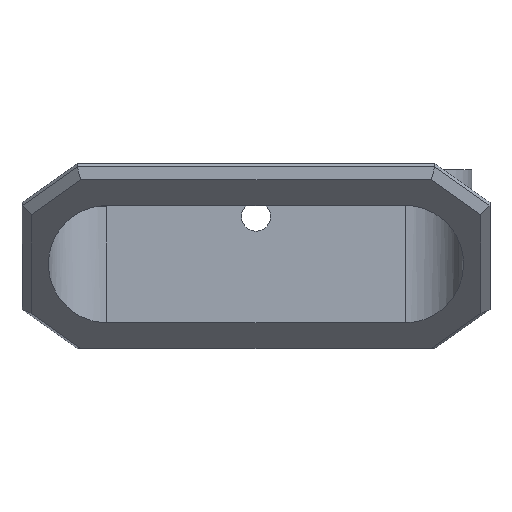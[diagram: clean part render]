
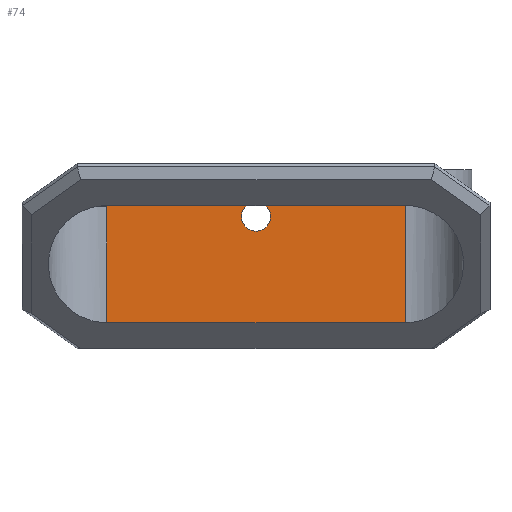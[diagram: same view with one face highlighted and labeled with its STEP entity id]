
A CAD part, front view. The second image highlights one B-rep face of the part: STEP entity #74.
In plain terms, the highlighted planar face has unit normal (0, -1, 0).
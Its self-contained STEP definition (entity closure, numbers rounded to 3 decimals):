
#3 = EDGE_CURVE ( 'NONE', #50, #710, #889, .T. ) ;
#9 = FACE_OUTER_BOUND ( 'NONE', #167, .T. ) ;
#14 = VECTOR ( 'NONE', #480, 1000. ) ;
#16 = DIRECTION ( 'NONE',  ( 0., -1., 0. ) ) ;
#41 = EDGE_LOOP ( 'NONE', ( #925, #305 ) ) ;
#50 = VERTEX_POINT ( 'NONE', #906 ) ;
#58 = LINE ( 'NONE', #390, #365 ) ;
#61 = CIRCLE ( 'NONE', #656, 3.175 ) ;
#64 = CARTESIAN_POINT ( 'NONE',  ( -32.5, 12.75, -5.295 ) ) ;
#72 = CARTESIAN_POINT ( 'NONE',  ( 0., 12.75, 21.7 ) ) ;
#74 = ADVANCED_FACE ( 'NONE', ( #183, #9 ), #976, .T. ) ;
#76 = VECTOR ( 'NONE', #149, 1000. ) ;
#84 = ORIENTED_EDGE ( 'NONE', *, *, #686, .F. ) ;
#100 = DIRECTION ( 'NONE',  ( 1., 0., 0. ) ) ;
#132 = EDGE_CURVE ( 'NONE', #666, #796, #61, .T. ) ;
#141 = VERTEX_POINT ( 'NONE', #844 ) ;
#149 = DIRECTION ( 'NONE',  ( 0., 0., 1. ) ) ;
#150 = LINE ( 'NONE', #712, #1014 ) ;
#167 = EDGE_LOOP ( 'NONE', ( #443, #381, #597, #84, #598 ) ) ;
#181 = CARTESIAN_POINT ( 'NONE',  ( -32.5, 12.75, 1.752 ) ) ;
#182 = CARTESIAN_POINT ( 'NONE',  ( -32.5, 12.75, 35.025 ) ) ;
#183 = FACE_BOUND ( 'NONE', #41, .T. ) ;
#244 = DIRECTION ( 'NONE',  ( 1., 0., 0. ) ) ;
#247 = AXIS2_PLACEMENT_3D ( 'NONE', #254, #828, #100 ) ;
#248 = CARTESIAN_POINT ( 'NONE',  ( -47., 12.75, 1.752 ) ) ;
#249 = EDGE_CURVE ( 'NONE', #865, #141, #150, .T. ) ;
#252 = CARTESIAN_POINT ( 'NONE',  ( -32.5, 12.75, -5.295 ) ) ;
#254 = CARTESIAN_POINT ( 'NONE',  ( 0., 12.75, 24.875 ) ) ;
#297 = CARTESIAN_POINT ( 'NONE',  ( 32.5, 12.75, -5.295 ) ) ;
#303 = LINE ( 'NONE', #64, #76 ) ;
#305 = ORIENTED_EDGE ( 'NONE', *, *, #132, .F. ) ;
#331 = DIRECTION ( 'NONE',  ( 1., 0., 0. ) ) ;
#365 = VECTOR ( 'NONE', #545, 1000. ) ;
#377 = EDGE_CURVE ( 'NONE', #486, #50, #734, .T. ) ;
#381 = ORIENTED_EDGE ( 'NONE', *, *, #620, .T. ) ;
#390 = CARTESIAN_POINT ( 'NONE',  ( -32.5, 12.75, 35.025 ) ) ;
#394 = DIRECTION ( 'NONE',  ( 0., 0., -1. ) ) ;
#409 = EDGE_CURVE ( 'NONE', #796, #666, #818, .T. ) ;
#443 = ORIENTED_EDGE ( 'NONE', *, *, #3, .T. ) ;
#480 = DIRECTION ( 'NONE',  ( 1., 0., 0. ) ) ;
#486 = VERTEX_POINT ( 'NONE', #181 ) ;
#545 = DIRECTION ( 'NONE',  ( -1., 0., 0. ) ) ;
#550 = CARTESIAN_POINT ( 'NONE',  ( 32.5, 12.75, 35.025 ) ) ;
#597 = ORIENTED_EDGE ( 'NONE', *, *, #249, .T. ) ;
#598 = ORIENTED_EDGE ( 'NONE', *, *, #377, .T. ) ;
#620 = EDGE_CURVE ( 'NONE', #710, #865, #58, .T. ) ;
#626 = VECTOR ( 'NONE', #714, 1000. ) ;
#656 = AXIS2_PLACEMENT_3D ( 'NONE', #749, #16, #331 ) ;
#666 = VERTEX_POINT ( 'NONE', #72 ) ;
#675 = CARTESIAN_POINT ( 'NONE',  ( 0., 12.75, 28.05 ) ) ;
#686 = EDGE_CURVE ( 'NONE', #486, #141, #303, .T. ) ;
#710 = VERTEX_POINT ( 'NONE', #550 ) ;
#712 = CARTESIAN_POINT ( 'NONE',  ( -32.5, 12.75, -5.295 ) ) ;
#714 = DIRECTION ( 'NONE',  ( 0., 0., 1. ) ) ;
#734 = LINE ( 'NONE', #248, #14 ) ;
#749 = CARTESIAN_POINT ( 'NONE',  ( 0., 12.75, 24.875 ) ) ;
#796 = VERTEX_POINT ( 'NONE', #675 ) ;
#816 = AXIS2_PLACEMENT_3D ( 'NONE', #252, #821, #244 ) ;
#818 = CIRCLE ( 'NONE', #247, 3.175 ) ;
#821 = DIRECTION ( 'NONE',  ( 0., -1., 0. ) ) ;
#828 = DIRECTION ( 'NONE',  ( 0., -1., 0. ) ) ;
#844 = CARTESIAN_POINT ( 'NONE',  ( -32.5, 12.75, 27.025 ) ) ;
#865 = VERTEX_POINT ( 'NONE', #182 ) ;
#889 = LINE ( 'NONE', #297, #626 ) ;
#906 = CARTESIAN_POINT ( 'NONE',  ( 32.5, 12.75, 1.752 ) ) ;
#925 = ORIENTED_EDGE ( 'NONE', *, *, #409, .F. ) ;
#976 = PLANE ( 'NONE',  #816 ) ;
#1014 = VECTOR ( 'NONE', #394, 1000. ) ;
